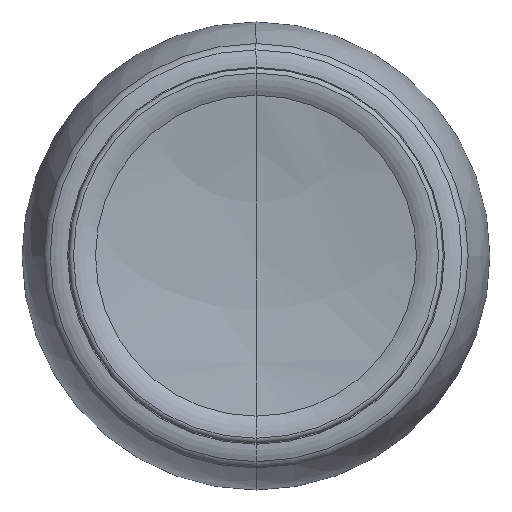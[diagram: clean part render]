
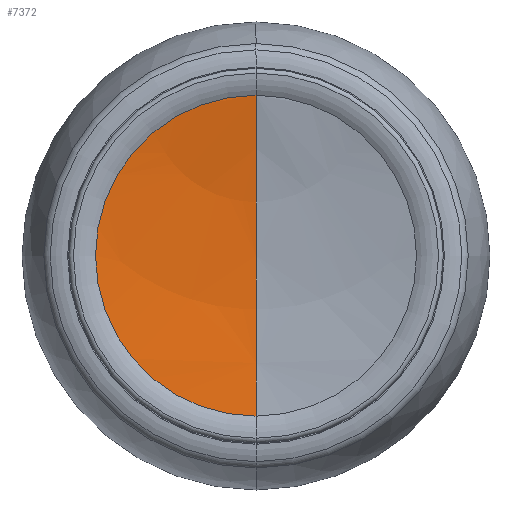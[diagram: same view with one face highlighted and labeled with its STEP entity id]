
A CAD part, top view. The second image highlights one B-rep face of the part: STEP entity #7372.
In plain terms, the highlighted spherical face has radius 61.544 mm.
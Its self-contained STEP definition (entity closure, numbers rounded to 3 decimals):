
#2417=CARTESIAN_POINT('',(0.,0.,74.292));
#2418=DIRECTION('',(-1.,0.,0.));
#2419=DIRECTION('',(0.,0.,-1.));
#2420=AXIS2_PLACEMENT_3D('',#2417,#2418,#2419);
#2422=CARTESIAN_POINT('',(0.,0.,13.591));
#2423=DIRECTION('',(0.,0.,-1.));
#2424=DIRECTION('',(0.,-1.,0.));
#2425=AXIS2_PLACEMENT_3D('',#2422,#2423,#2424);
#2427=CARTESIAN_POINT('',(0.,0.,74.292));
#2428=DIRECTION('',(1.,0.,0.));
#2429=DIRECTION('',(0.,0.,-1.));
#2430=AXIS2_PLACEMENT_3D('',#2427,#2428,#2429);
#2871=CARTESIAN_POINT('',(0.,10.15,13.591));
#2872=VERTEX_POINT('',#2871);
#2873=CARTESIAN_POINT('',(0.,-10.15,13.591));
#2874=VERTEX_POINT('',#2873);
#2875=CARTESIAN_POINT('',(0.,0.,12.748));
#2876=VERTEX_POINT('',#2875);
#7360=CARTESIAN_POINT('',(0.,0.,74.292));
#7361=DIRECTION('',(0.,0.165,-0.986));
#7362=DIRECTION('',(0.,-0.986,-0.165));
#7363=AXIS2_PLACEMENT_3D('',#7360,#7361,#7362);
#7364=SPHERICAL_SURFACE('',#7363,61.544);
#7366=ORIENTED_EDGE('',*,*,#7365,.F.);
#7368=ORIENTED_EDGE('',*,*,#7367,.T.);
#7369=ORIENTED_EDGE('',*,*,#7353,.T.);
#7370=EDGE_LOOP('',(#7366,#7368,#7369));
#7371=FACE_OUTER_BOUND('',#7370,.F.);
#7372=ADVANCED_FACE('',(#7371),#7364,.F.);
#2421=CIRCLE('',#2420,61.544);
#2426=CIRCLE('',#2425,10.15);
#2431=CIRCLE('',#2430,61.544);
#7353=EDGE_CURVE('',#2874,#2872,#2426,.T.);
#7365=EDGE_CURVE('',#2876,#2872,#2431,.T.);
#7367=EDGE_CURVE('',#2876,#2874,#2421,.T.);
